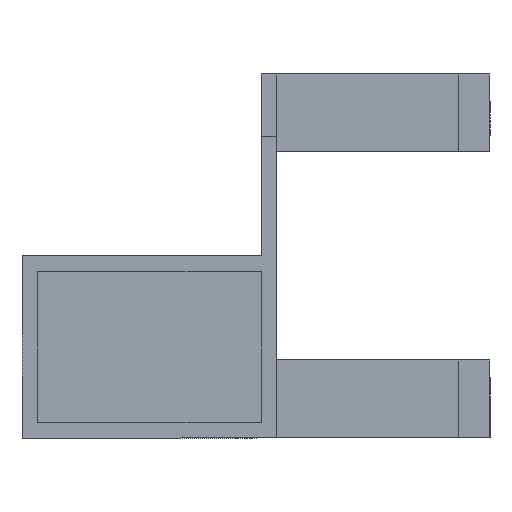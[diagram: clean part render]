
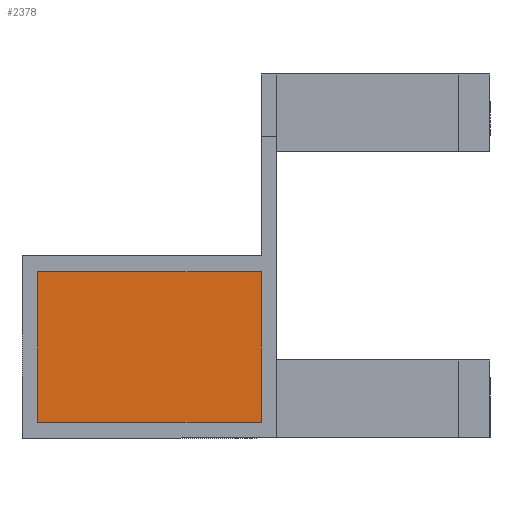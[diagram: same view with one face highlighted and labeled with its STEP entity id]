
A CAD part, left-side view. The second image highlights one B-rep face of the part: STEP entity #2378.
In plain terms, the highlighted planar face has unit normal (-1, 0, 0).
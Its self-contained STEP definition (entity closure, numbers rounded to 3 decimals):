
#1208 = PLANE('',#1209);
#1209 = AXIS2_PLACEMENT_3D('',#1210,#1211,#1212);
#1210 = CARTESIAN_POINT('',(0.,87.,32.));
#1211 = DIRECTION('',(0.,0.,-1.));
#1212 = DIRECTION('',(0.,-1.,0.));
#1236 = PLANE('',#1237);
#1237 = AXIS2_PLACEMENT_3D('',#1238,#1239,#1240);
#1238 = CARTESIAN_POINT('',(0.,87.,3.));
#1239 = DIRECTION('',(0.,-1.,0.));
#1240 = DIRECTION('',(0.,0.,1.));
#1264 = PLANE('',#1265);
#1265 = AXIS2_PLACEMENT_3D('',#1266,#1267,#1268);
#1266 = CARTESIAN_POINT('',(0.,44.,3.));
#1267 = DIRECTION('',(0.,0.,1.));
#1268 = DIRECTION('',(0.,1.,0.));
#1290 = PLANE('',#1291);
#1291 = AXIS2_PLACEMENT_3D('',#1292,#1293,#1294);
#1292 = CARTESIAN_POINT('',(0.,44.,32.));
#1293 = DIRECTION('',(0.,1.,0.));
#1294 = DIRECTION('',(0.,0.,-1.));
#2003 = VERTEX_POINT('',#2004);
#2004 = CARTESIAN_POINT('',(2.,87.,32.));
#2025 = EDGE_CURVE('',#2003,#2026,#2028,.T.);
#2026 = VERTEX_POINT('',#2027);
#2027 = CARTESIAN_POINT('',(2.,44.,32.));
#2028 = SURFACE_CURVE('',#2029,(#2033,#2040),.PCURVE_S1.);
#2029 = LINE('',#2030,#2031);
#2030 = CARTESIAN_POINT('',(2.,87.,32.));
#2031 = VECTOR('',#2032,1.);
#2032 = DIRECTION('',(0.,-1.,0.));
#2033 = PCURVE('',#1208,#2034);
#2034 = DEFINITIONAL_REPRESENTATION('',(#2035),#2039);
#2035 = LINE('',#2036,#2037);
#2036 = CARTESIAN_POINT('',(0.,-2.));
#2037 = VECTOR('',#2038,1.);
#2038 = DIRECTION('',(1.,-0.));
#2039 = ( GEOMETRIC_REPRESENTATION_CONTEXT(2) 
PARAMETRIC_REPRESENTATION_CONTEXT() REPRESENTATION_CONTEXT('2D SPACE',''
  ) );
#2040 = PCURVE('',#2041,#2046);
#2041 = PLANE('',#2042);
#2042 = AXIS2_PLACEMENT_3D('',#2043,#2044,#2045);
#2043 = CARTESIAN_POINT('',(2.,65.5,17.5));
#2044 = DIRECTION('',(1.,0.,0.));
#2045 = DIRECTION('',(0.,1.,0.));
#2046 = DEFINITIONAL_REPRESENTATION('',(#2047),#2051);
#2047 = LINE('',#2048,#2049);
#2048 = CARTESIAN_POINT('',(21.5,14.5));
#2049 = VECTOR('',#2050,1.);
#2050 = DIRECTION('',(-1.,0.));
#2051 = ( GEOMETRIC_REPRESENTATION_CONTEXT(2) 
PARAMETRIC_REPRESENTATION_CONTEXT() REPRESENTATION_CONTEXT('2D SPACE',''
  ) );
#2079 = VERTEX_POINT('',#2080);
#2080 = CARTESIAN_POINT('',(2.,87.,3.));
#2101 = EDGE_CURVE('',#2079,#2003,#2102,.T.);
#2102 = SURFACE_CURVE('',#2103,(#2107,#2114),.PCURVE_S1.);
#2103 = LINE('',#2104,#2105);
#2104 = CARTESIAN_POINT('',(2.,87.,3.));
#2105 = VECTOR('',#2106,1.);
#2106 = DIRECTION('',(0.,0.,1.));
#2107 = PCURVE('',#1236,#2108);
#2108 = DEFINITIONAL_REPRESENTATION('',(#2109),#2113);
#2109 = LINE('',#2110,#2111);
#2110 = CARTESIAN_POINT('',(0.,-2.));
#2111 = VECTOR('',#2112,1.);
#2112 = DIRECTION('',(1.,0.));
#2113 = ( GEOMETRIC_REPRESENTATION_CONTEXT(2) 
PARAMETRIC_REPRESENTATION_CONTEXT() REPRESENTATION_CONTEXT('2D SPACE',''
  ) );
#2114 = PCURVE('',#2041,#2115);
#2115 = DEFINITIONAL_REPRESENTATION('',(#2116),#2120);
#2116 = LINE('',#2117,#2118);
#2117 = CARTESIAN_POINT('',(21.5,-14.5));
#2118 = VECTOR('',#2119,1.);
#2119 = DIRECTION('',(0.,1.));
#2120 = ( GEOMETRIC_REPRESENTATION_CONTEXT(2) 
PARAMETRIC_REPRESENTATION_CONTEXT() REPRESENTATION_CONTEXT('2D SPACE',''
  ) );
#2128 = EDGE_CURVE('',#2026,#2129,#2131,.T.);
#2129 = VERTEX_POINT('',#2130);
#2130 = CARTESIAN_POINT('',(2.,44.,3.));
#2131 = SURFACE_CURVE('',#2132,(#2136,#2143),.PCURVE_S1.);
#2132 = LINE('',#2133,#2134);
#2133 = CARTESIAN_POINT('',(2.,44.,32.));
#2134 = VECTOR('',#2135,1.);
#2135 = DIRECTION('',(0.,0.,-1.));
#2136 = PCURVE('',#1290,#2137);
#2137 = DEFINITIONAL_REPRESENTATION('',(#2138),#2142);
#2138 = LINE('',#2139,#2140);
#2139 = CARTESIAN_POINT('',(0.,-2.));
#2140 = VECTOR('',#2141,1.);
#2141 = DIRECTION('',(1.,0.));
#2142 = ( GEOMETRIC_REPRESENTATION_CONTEXT(2) 
PARAMETRIC_REPRESENTATION_CONTEXT() REPRESENTATION_CONTEXT('2D SPACE',''
  ) );
#2143 = PCURVE('',#2041,#2144);
#2144 = DEFINITIONAL_REPRESENTATION('',(#2145),#2149);
#2145 = LINE('',#2146,#2147);
#2146 = CARTESIAN_POINT('',(-21.5,14.5));
#2147 = VECTOR('',#2148,1.);
#2148 = DIRECTION('',(0.,-1.));
#2149 = ( GEOMETRIC_REPRESENTATION_CONTEXT(2) 
PARAMETRIC_REPRESENTATION_CONTEXT() REPRESENTATION_CONTEXT('2D SPACE',''
  ) );
#2177 = EDGE_CURVE('',#2129,#2079,#2178,.T.);
#2178 = SURFACE_CURVE('',#2179,(#2183,#2190),.PCURVE_S1.);
#2179 = LINE('',#2180,#2181);
#2180 = CARTESIAN_POINT('',(2.,44.,3.));
#2181 = VECTOR('',#2182,1.);
#2182 = DIRECTION('',(0.,1.,0.));
#2183 = PCURVE('',#1264,#2184);
#2184 = DEFINITIONAL_REPRESENTATION('',(#2185),#2189);
#2185 = LINE('',#2186,#2187);
#2186 = CARTESIAN_POINT('',(0.,-2.));
#2187 = VECTOR('',#2188,1.);
#2188 = DIRECTION('',(1.,0.));
#2189 = ( GEOMETRIC_REPRESENTATION_CONTEXT(2) 
PARAMETRIC_REPRESENTATION_CONTEXT() REPRESENTATION_CONTEXT('2D SPACE',''
  ) );
#2190 = PCURVE('',#2041,#2191);
#2191 = DEFINITIONAL_REPRESENTATION('',(#2192),#2196);
#2192 = LINE('',#2193,#2194);
#2193 = CARTESIAN_POINT('',(-21.5,-14.5));
#2194 = VECTOR('',#2195,1.);
#2195 = DIRECTION('',(1.,0.));
#2196 = ( GEOMETRIC_REPRESENTATION_CONTEXT(2) 
PARAMETRIC_REPRESENTATION_CONTEXT() REPRESENTATION_CONTEXT('2D SPACE',''
  ) );
#2378 = ADVANCED_FACE('',(#2379),#2041,.F.);
#2379 = FACE_BOUND('',#2380,.F.);
#2380 = EDGE_LOOP('',(#2381,#2382,#2383,#2384));
#2381 = ORIENTED_EDGE('',*,*,#2025,.T.);
#2382 = ORIENTED_EDGE('',*,*,#2128,.T.);
#2383 = ORIENTED_EDGE('',*,*,#2177,.T.);
#2384 = ORIENTED_EDGE('',*,*,#2101,.T.);
